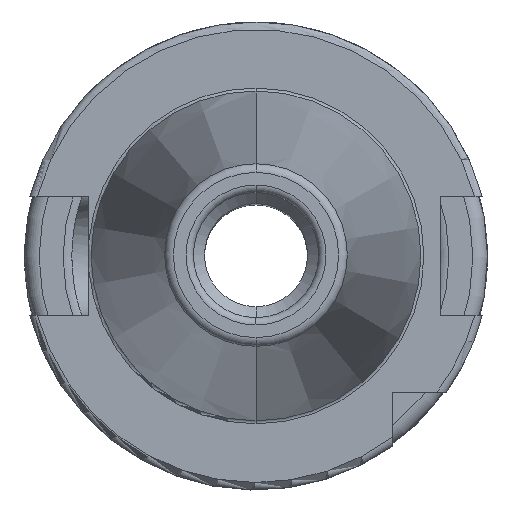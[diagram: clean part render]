
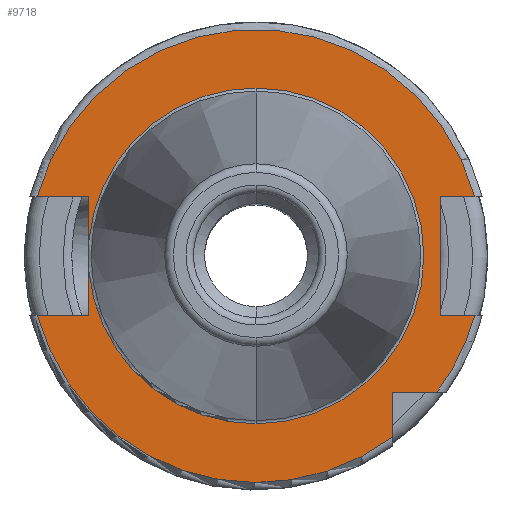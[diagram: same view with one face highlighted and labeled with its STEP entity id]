
A CAD part, top view. The second image highlights one B-rep face of the part: STEP entity #9718.
In plain terms, the highlighted planar face has unit normal (0, 0, 1).
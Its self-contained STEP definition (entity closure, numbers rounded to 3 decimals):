
#2593=CARTESIAN_POINT('',(0,0,15.9));
#2594=DIRECTION('',(0,0,-1));
#2595=DIRECTION('',(0,1,0));
#2596=AXIS2_PLACEMENT_3D('',#2593,#2594,#2595);
#2608=CARTESIAN_POINT('',(0,0,15.9));
#2609=DIRECTION('',(0,0,1));
#2610=DIRECTION('',(0,1,0));
#2611=AXIS2_PLACEMENT_3D('',#2608,#2609,#2610);
#2623=CARTESIAN_POINT('',(0,0,15.9));
#2624=DIRECTION('',(0,0,1));
#2625=DIRECTION('',(-0.996,-0.094,0));
#2626=AXIS2_PLACEMENT_3D('',#2623,#2624,#2625);
#3195=CARTESIAN_POINT('',(0,0,15.9));
#3196=DIRECTION('',(0,0,1));
#3197=DIRECTION('',(0.965,0.262,0));
#3198=AXIS2_PLACEMENT_3D('',#3195,#3196,#3197);
#3246=CARTESIAN_POINT('',(0,0,15.9));
#3247=DIRECTION('',(0,0,1));
#3248=DIRECTION('',(-0.965,-0.262,0));
#3249=AXIS2_PLACEMENT_3D('',#3246,#3247,#3248);
#3262=DIRECTION('',(1,0,0));
#3263=VECTOR('',#3262,7.004);
#3264=CARTESIAN_POINT('',(-29.704,-8.05,15.9));
#3265=LINE('',#3264,#3263);
#3266=DIRECTION('',(0,1,0));
#3267=VECTOR('',#3266,5.917);
#3268=CARTESIAN_POINT('',(-22.7,-8.05,15.9));
#3269=LINE('',#3268,#3267);
#3270=DIRECTION('',(0,1,0));
#3271=VECTOR('',#3270,5.917);
#3272=CARTESIAN_POINT('',(-22.7,2.133,15.9));
#3273=LINE('',#3272,#3271);
#3274=DIRECTION('',(1,0,0));
#3275=VECTOR('',#3274,7.004);
#3276=CARTESIAN_POINT('',(-29.704,8.05,15.9));
#3277=LINE('',#3276,#3275);
#3278=DIRECTION('',(-1,0,0));
#3279=VECTOR('',#3278,4.704);
#3280=CARTESIAN_POINT('',(29.704,8.05,15.9));
#3281=LINE('',#3280,#3279);
#3282=DIRECTION('',(0,-1,0));
#3283=VECTOR('',#3282,16.1);
#3284=CARTESIAN_POINT('',(25,8.05,15.9));
#3285=LINE('',#3284,#3283);
#3286=DIRECTION('',(-1,0,0));
#3287=VECTOR('',#3286,4.704);
#3288=CARTESIAN_POINT('',(29.704,-8.05,15.9));
#3289=LINE('',#3288,#3287);
#3290=CARTESIAN_POINT('',(0,0,15.9));
#3291=DIRECTION('',(0,0,1));
#3292=DIRECTION('',(0.799,-0.601,0));
#3293=AXIS2_PLACEMENT_3D('',#3290,#3291,#3292);
#3295=DIRECTION('',(-1,0,0));
#3296=VECTOR('',#3295,6.094);
#3297=CARTESIAN_POINT('',(24.594,-18.5,15.9));
#3298=LINE('',#3297,#3296);
#3299=DIRECTION('',(0,1,0));
#3300=VECTOR('',#3299,6.094);
#3301=CARTESIAN_POINT('',(18.5,-24.594,15.9));
#3302=LINE('',#3301,#3300);
#3935=CARTESIAN_POINT('',(0,22.8,15.9));
#3937=VERTEX_POINT('',#3935);
#3957=CARTESIAN_POINT('',(0,-22.8,15.9));
#3959=VERTEX_POINT('',#3957);
#4097=CARTESIAN_POINT('',(-29.704,-8.05,15.9));
#4098=CARTESIAN_POINT('',(-22.7,-8.05,15.9));
#4099=VERTEX_POINT('',#4097);
#4100=VERTEX_POINT('',#4098);
#4101=CARTESIAN_POINT('',(-22.7,-2.133,15.9));
#4102=VERTEX_POINT('',#4101);
#4103=CARTESIAN_POINT('',(-22.7,2.133,15.9));
#4104=CARTESIAN_POINT('',(-22.7,8.05,15.9));
#4105=VERTEX_POINT('',#4103);
#4106=VERTEX_POINT('',#4104);
#4107=CARTESIAN_POINT('',(-29.704,8.05,15.9));
#4108=VERTEX_POINT('',#4107);
#4109=CARTESIAN_POINT('',(25,8.05,15.9));
#4110=CARTESIAN_POINT('',(25,-8.05,15.9));
#4111=VERTEX_POINT('',#4109);
#4112=VERTEX_POINT('',#4110);
#4113=CARTESIAN_POINT('',(29.704,-8.05,15.9));
#4114=VERTEX_POINT('',#4113);
#4115=CARTESIAN_POINT('',(29.704,8.05,15.9));
#4116=VERTEX_POINT('',#4115);
#4117=CARTESIAN_POINT('',(18.5,-24.594,15.9));
#4118=CARTESIAN_POINT('',(18.5,-18.5,15.9));
#4119=VERTEX_POINT('',#4117);
#4120=VERTEX_POINT('',#4118);
#4121=CARTESIAN_POINT('',(24.594,-18.5,15.9));
#4122=VERTEX_POINT('',#4121);
#9694=CARTESIAN_POINT('',(0,0,15.9));
#9695=DIRECTION('',(0,0,-1));
#9696=DIRECTION('',(0,-1,0));
#9697=AXIS2_PLACEMENT_3D('',#9694,#9695,#9696);
#9698=PLANE('',#9697);
#9699=ORIENTED_EDGE('',*,*,#9154,.T.);
#9700=ORIENTED_EDGE('',*,*,#9139,.T.);
#9701=ORIENTED_EDGE('',*,*,#9120,.T.);
#9702=ORIENTED_EDGE('',*,*,#9100,.F.);
#9703=ORIENTED_EDGE('',*,*,#9115,.T.);
#9704=ORIENTED_EDGE('',*,*,#9136,.T.);
#9705=ORIENTED_EDGE('',*,*,#9224,.F.);
#9706=ORIENTED_EDGE('',*,*,#9672,.F.);
#9708=ORIENTED_EDGE('',*,*,#9707,.T.);
#9710=ORIENTED_EDGE('',*,*,#9709,.T.);
#9711=ORIENTED_EDGE('',*,*,#4652,.F.);
#9712=ORIENTED_EDGE('',*,*,#9662,.F.);
#9713=ORIENTED_EDGE('',*,*,#9277,.T.);
#9714=ORIENTED_EDGE('',*,*,#9328,.F.);
#9715=ORIENTED_EDGE('',*,*,#9688,.F.);
#9716=EDGE_LOOP('',(#9699,#9700,#9701,#9702,#9703,#9704,#9705,#9706,#9708,#9710,
#9711,#9712,#9713,#9714,#9715));
#9717=FACE_OUTER_BOUND('',#9716,.F.);
#9718=ADVANCED_FACE('',(#9717),#9698,.F.);
#2597=CIRCLE('',#2596,22.8);
#2612=CIRCLE('',#2611,22.8);
#2627=CIRCLE('',#2626,22.8);
#3199=CIRCLE('',#3198,30.775);
#3250=CIRCLE('',#3249,30.775);
#3294=CIRCLE('',#3293,30.775);
#4652=EDGE_CURVE('',#4114,#4112,#3289,.T.);
#9100=EDGE_CURVE('',#3937,#3959,#2597,.T.);
#9115=EDGE_CURVE('',#3937,#4105,#2612,.T.);
#9120=EDGE_CURVE('',#4102,#3959,#2627,.T.);
#9136=EDGE_CURVE('',#4105,#4106,#3273,.T.);
#9139=EDGE_CURVE('',#4100,#4102,#3269,.T.);
#9154=EDGE_CURVE('',#4099,#4100,#3265,.T.);
#9224=EDGE_CURVE('',#4108,#4106,#3277,.T.);
#9277=EDGE_CURVE('',#4122,#4120,#3298,.T.);
#9328=EDGE_CURVE('',#4119,#4120,#3302,.T.);
#9662=EDGE_CURVE('',#4122,#4114,#3294,.T.);
#9672=EDGE_CURVE('',#4116,#4108,#3199,.T.);
#9688=EDGE_CURVE('',#4099,#4119,#3250,.T.);
#9707=EDGE_CURVE('',#4116,#4111,#3281,.T.);
#9709=EDGE_CURVE('',#4111,#4112,#3285,.T.);
